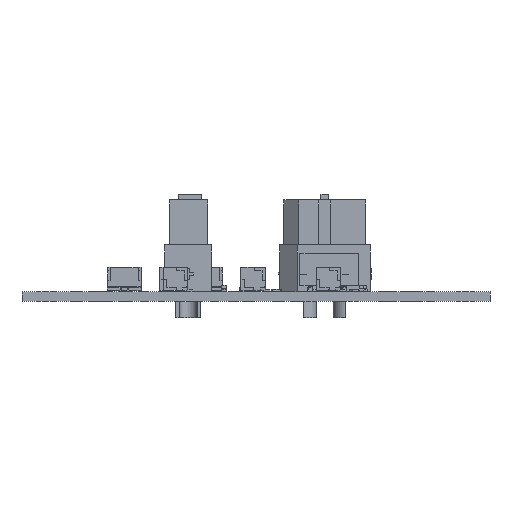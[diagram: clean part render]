
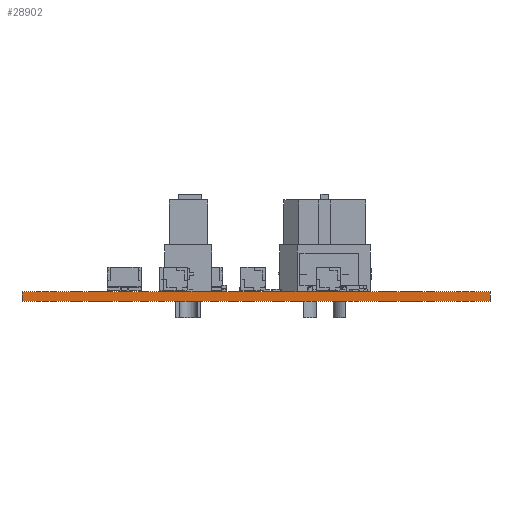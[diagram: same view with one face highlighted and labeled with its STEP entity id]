
A CAD part, front view. The second image highlights one B-rep face of the part: STEP entity #28902.
In plain terms, the highlighted planar face has unit normal (0, -1, 0).
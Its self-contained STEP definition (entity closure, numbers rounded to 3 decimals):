
#28902 = ADVANCED_FACE('',(#28903),#28917,.T.);
#28903 = FACE_BOUND('',#28904,.T.);
#28904 = EDGE_LOOP('',(#28905,#28940,#28968,#28996));
#28905 = ORIENTED_EDGE('',*,*,#28906,.T.);
#28906 = EDGE_CURVE('',#28907,#28909,#28911,.T.);
#28907 = VERTEX_POINT('',#28908);
#28908 = CARTESIAN_POINT('',(128.397,-105.45,0.));
#28909 = VERTEX_POINT('',#28910);
#28910 = CARTESIAN_POINT('',(128.397,-105.45,1.58));
#28911 = SURFACE_CURVE('',#28912,(#28916,#28928),.PCURVE_S1.);
#28912 = LINE('',#28913,#28914);
#28913 = CARTESIAN_POINT('',(128.397,-105.45,0.));
#28914 = VECTOR('',#28915,1.);
#28915 = DIRECTION('',(0.,0.,1.));
#28916 = PCURVE('',#28917,#28922);
#28917 = PLANE('',#28918);
#28918 = AXIS2_PLACEMENT_3D('',#28919,#28920,#28921);
#28919 = CARTESIAN_POINT('',(128.397,-105.45,0.));
#28920 = DIRECTION('',(0.,-1.,0.));
#28921 = DIRECTION('',(-1.,0.,0.));
#28922 = DEFINITIONAL_REPRESENTATION('',(#28923),#28927);
#28923 = LINE('',#28924,#28925);
#28924 = CARTESIAN_POINT('',(0.,-0.));
#28925 = VECTOR('',#28926,1.);
#28926 = DIRECTION('',(0.,-1.));
#28927 = ( GEOMETRIC_REPRESENTATION_CONTEXT(2) 
PARAMETRIC_REPRESENTATION_CONTEXT() REPRESENTATION_CONTEXT('2D SPACE',''
  ) );
#28928 = PCURVE('',#28929,#28934);
#28929 = PLANE('',#28930);
#28930 = AXIS2_PLACEMENT_3D('',#28931,#28932,#28933);
#28931 = CARTESIAN_POINT('',(128.397,-25.35,0.));
#28932 = DIRECTION('',(1.,0.,-0.));
#28933 = DIRECTION('',(0.,-1.,0.));
#28934 = DEFINITIONAL_REPRESENTATION('',(#28935),#28939);
#28935 = LINE('',#28936,#28937);
#28936 = CARTESIAN_POINT('',(80.1,0.));
#28937 = VECTOR('',#28938,1.);
#28938 = DIRECTION('',(0.,-1.));
#28939 = ( GEOMETRIC_REPRESENTATION_CONTEXT(2) 
PARAMETRIC_REPRESENTATION_CONTEXT() REPRESENTATION_CONTEXT('2D SPACE',''
  ) );
#28940 = ORIENTED_EDGE('',*,*,#28941,.T.);
#28941 = EDGE_CURVE('',#28909,#28942,#28944,.T.);
#28942 = VERTEX_POINT('',#28943);
#28943 = CARTESIAN_POINT('',(48.297,-105.45,1.58));
#28944 = SURFACE_CURVE('',#28945,(#28949,#28956),.PCURVE_S1.);
#28945 = LINE('',#28946,#28947);
#28946 = CARTESIAN_POINT('',(128.397,-105.45,1.58));
#28947 = VECTOR('',#28948,1.);
#28948 = DIRECTION('',(-1.,0.,0.));
#28949 = PCURVE('',#28917,#28950);
#28950 = DEFINITIONAL_REPRESENTATION('',(#28951),#28955);
#28951 = LINE('',#28952,#28953);
#28952 = CARTESIAN_POINT('',(0.,-1.58));
#28953 = VECTOR('',#28954,1.);
#28954 = DIRECTION('',(1.,0.));
#28955 = ( GEOMETRIC_REPRESENTATION_CONTEXT(2) 
PARAMETRIC_REPRESENTATION_CONTEXT() REPRESENTATION_CONTEXT('2D SPACE',''
  ) );
#28956 = PCURVE('',#28957,#28962);
#28957 = PLANE('',#28958);
#28958 = AXIS2_PLACEMENT_3D('',#28959,#28960,#28961);
#28959 = CARTESIAN_POINT('',(88.347,-65.4,1.58));
#28960 = DIRECTION('',(-0.,-0.,-1.));
#28961 = DIRECTION('',(-1.,0.,0.));
#28962 = DEFINITIONAL_REPRESENTATION('',(#28963),#28967);
#28963 = LINE('',#28964,#28965);
#28964 = CARTESIAN_POINT('',(-40.05,-40.05));
#28965 = VECTOR('',#28966,1.);
#28966 = DIRECTION('',(1.,0.));
#28967 = ( GEOMETRIC_REPRESENTATION_CONTEXT(2) 
PARAMETRIC_REPRESENTATION_CONTEXT() REPRESENTATION_CONTEXT('2D SPACE',''
  ) );
#28968 = ORIENTED_EDGE('',*,*,#28969,.F.);
#28969 = EDGE_CURVE('',#28970,#28942,#28972,.T.);
#28970 = VERTEX_POINT('',#28971);
#28971 = CARTESIAN_POINT('',(48.297,-105.45,0.));
#28972 = SURFACE_CURVE('',#28973,(#28977,#28984),.PCURVE_S1.);
#28973 = LINE('',#28974,#28975);
#28974 = CARTESIAN_POINT('',(48.297,-105.45,0.));
#28975 = VECTOR('',#28976,1.);
#28976 = DIRECTION('',(0.,0.,1.));
#28977 = PCURVE('',#28917,#28978);
#28978 = DEFINITIONAL_REPRESENTATION('',(#28979),#28983);
#28979 = LINE('',#28980,#28981);
#28980 = CARTESIAN_POINT('',(80.1,0.));
#28981 = VECTOR('',#28982,1.);
#28982 = DIRECTION('',(0.,-1.));
#28983 = ( GEOMETRIC_REPRESENTATION_CONTEXT(2) 
PARAMETRIC_REPRESENTATION_CONTEXT() REPRESENTATION_CONTEXT('2D SPACE',''
  ) );
#28984 = PCURVE('',#28985,#28990);
#28985 = PLANE('',#28986);
#28986 = AXIS2_PLACEMENT_3D('',#28987,#28988,#28989);
#28987 = CARTESIAN_POINT('',(48.297,-105.45,0.));
#28988 = DIRECTION('',(-1.,0.,0.));
#28989 = DIRECTION('',(0.,1.,0.));
#28990 = DEFINITIONAL_REPRESENTATION('',(#28991),#28995);
#28991 = LINE('',#28992,#28993);
#28992 = CARTESIAN_POINT('',(0.,0.));
#28993 = VECTOR('',#28994,1.);
#28994 = DIRECTION('',(0.,-1.));
#28995 = ( GEOMETRIC_REPRESENTATION_CONTEXT(2) 
PARAMETRIC_REPRESENTATION_CONTEXT() REPRESENTATION_CONTEXT('2D SPACE',''
  ) );
#28996 = ORIENTED_EDGE('',*,*,#28997,.F.);
#28997 = EDGE_CURVE('',#28907,#28970,#28998,.T.);
#28998 = SURFACE_CURVE('',#28999,(#29003,#29010),.PCURVE_S1.);
#28999 = LINE('',#29000,#29001);
#29000 = CARTESIAN_POINT('',(128.397,-105.45,0.));
#29001 = VECTOR('',#29002,1.);
#29002 = DIRECTION('',(-1.,0.,0.));
#29003 = PCURVE('',#28917,#29004);
#29004 = DEFINITIONAL_REPRESENTATION('',(#29005),#29009);
#29005 = LINE('',#29006,#29007);
#29006 = CARTESIAN_POINT('',(0.,-0.));
#29007 = VECTOR('',#29008,1.);
#29008 = DIRECTION('',(1.,0.));
#29009 = ( GEOMETRIC_REPRESENTATION_CONTEXT(2) 
PARAMETRIC_REPRESENTATION_CONTEXT() REPRESENTATION_CONTEXT('2D SPACE',''
  ) );
#29010 = PCURVE('',#29011,#29016);
#29011 = PLANE('',#29012);
#29012 = AXIS2_PLACEMENT_3D('',#29013,#29014,#29015);
#29013 = CARTESIAN_POINT('',(88.347,-65.4,0.));
#29014 = DIRECTION('',(-0.,-0.,-1.));
#29015 = DIRECTION('',(-1.,0.,0.));
#29016 = DEFINITIONAL_REPRESENTATION('',(#29017),#29021);
#29017 = LINE('',#29018,#29019);
#29018 = CARTESIAN_POINT('',(-40.05,-40.05));
#29019 = VECTOR('',#29020,1.);
#29020 = DIRECTION('',(1.,0.));
#29021 = ( GEOMETRIC_REPRESENTATION_CONTEXT(2) 
PARAMETRIC_REPRESENTATION_CONTEXT() REPRESENTATION_CONTEXT('2D SPACE',''
  ) );
